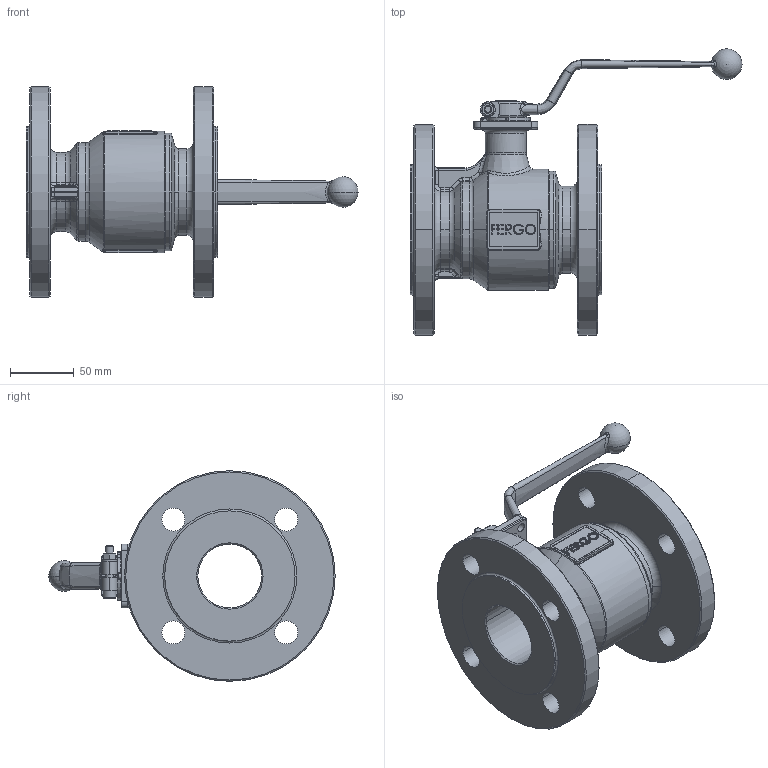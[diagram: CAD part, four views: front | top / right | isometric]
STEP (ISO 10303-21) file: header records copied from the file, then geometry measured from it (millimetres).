
FILE_DESCRIPTION (( 'STEP AP214' ), '1' );
FILE_NAME ('KH121-kugelhahn-DN50-PN16-Handhebel-Fergo.STEP', '2022-10-26T11:23:46', ( '' ), ( '' ), 'SwSTEP 2.0', 'SolidWorks 2022', '' );
FILE_SCHEMA (( 'AUTOMOTIVE_DESIGN' ));
Length unit declared in the file: millimetre
Products named in the file (1): KH121-kugelhahn-DN50-PN16-Handhebel-Fergo
Bounding box: 260 x 224.22 x 165 mm (x, y, z)
Volume: 1118381.3 mm3; surface area: 176889.9 mm2
Topology: 1 solids, 3 shells, 884 faces, 2335 edges, 1480 vertices
Faces by surface type: bspline 282, plane 234, cylinder 204, torus 82, cone 74, sphere 8
Entity records: 40962 total; most frequent: CARTESIAN_POINT 21315, ORIENTED_EDGE 4644, DIRECTION 3183, EDGE_CURVE 2322, VERTEX_POINT 1477, AXIS2_PLACEMENT_3D 1172, EDGE_LOOP 975, FACE_OUTER_BOUND 884
